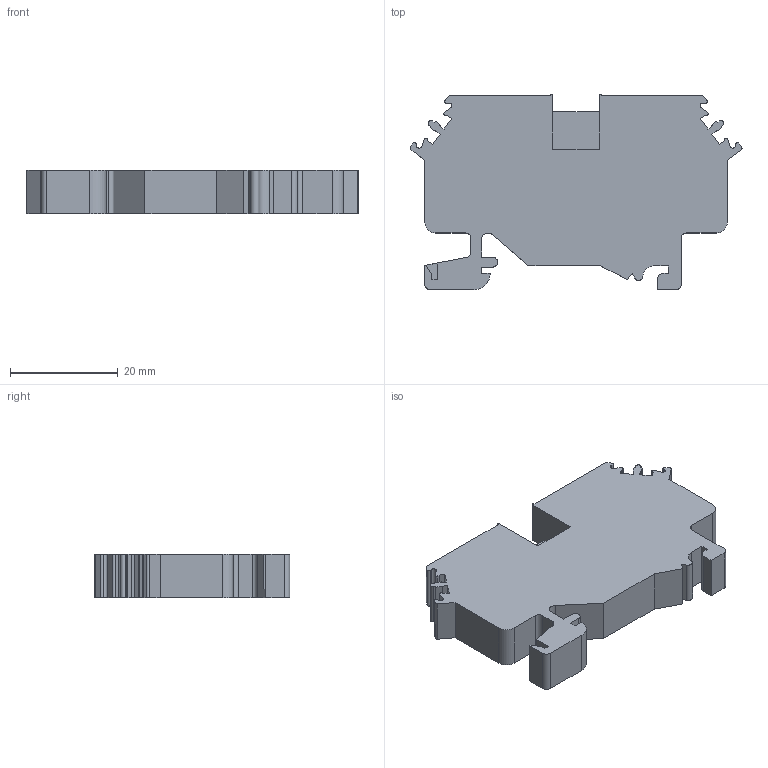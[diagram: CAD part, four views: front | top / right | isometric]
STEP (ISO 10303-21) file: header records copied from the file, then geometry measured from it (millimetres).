
FILE_DESCRIPTION((''),'2;1');
FILE_NAME('6-2L','2024-02-28T',('dell'),(''),'PRO/ENGINEER BY PARAMETRIC TECHNOLOGY CORPORATION, 2013230','PRO/ENGINEER BY PARAMETRIC TECHNOLOGY CORPORATION, 2013230','');
FILE_SCHEMA(('AUTOMOTIVE_DESIGN { 1 0 10303 214 1 1 1 1 }'));
Length unit declared in the file: millimetre
Products named in the file (1): 6-2L
Bounding box: 61.5 x 36.2 x 8 mm (x, y, z)
Volume: 10782.1 mm3; surface area: 6913.5 mm2
Topology: 1 solids, 1 shells, 150 faces, 428 edges, 285 vertices
Faces by surface type: plane 114, cylinder 36
Entity records: 4938 total; most frequent: CARTESIAN_POINT 881, ORIENTED_EDGE 856, DIRECTION 796, EDGE_CURVE 428, VECTOR 356, LINE 356, VERTEX_POINT 285, AXIS2_PLACEMENT_3D 220
